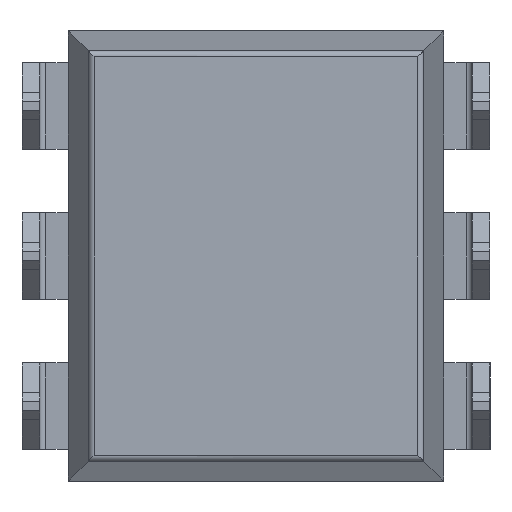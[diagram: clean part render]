
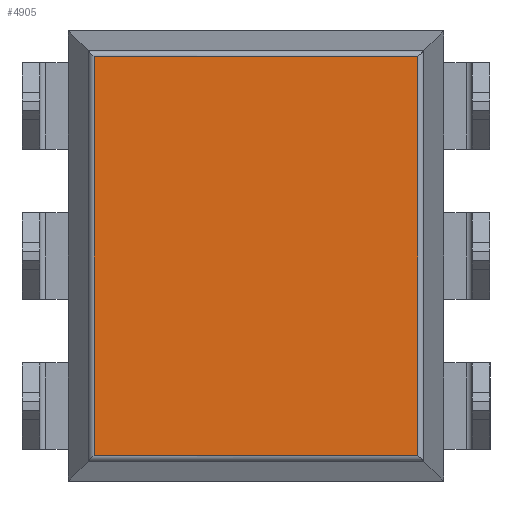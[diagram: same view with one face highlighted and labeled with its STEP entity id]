
A CAD part, front view. The second image highlights one B-rep face of the part: STEP entity #4905.
In plain terms, the highlighted planar face has unit normal (0, -1, 0).
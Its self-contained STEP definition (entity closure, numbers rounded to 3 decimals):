
#254 = CARTESIAN_POINT ( 'NONE',  ( -2.738, 0.15, 3.373 ) ) ;
#260 = DIRECTION ( 'NONE',  ( 0., 0., -1. ) ) ;
#261 = VECTOR ( 'NONE', #260, 1000. ) ;
#262 = CARTESIAN_POINT ( 'NONE',  ( -2.738, 0.15, -3.81 ) ) ;
#263 = LINE ( 'NONE', #262, #261 ) ;
#296 = CARTESIAN_POINT ( 'NONE',  ( -2.738, 0.15, -3.373 ) ) ;
#332 = CARTESIAN_POINT ( 'NONE',  ( 2.738, 0.15, -3.373 ) ) ;
#337 = DIRECTION ( 'NONE',  ( 1., 0., 0. ) ) ;
#338 = VECTOR ( 'NONE', #337, 1000. ) ;
#339 = CARTESIAN_POINT ( 'NONE',  ( -3.175, 0.15, -3.373 ) ) ;
#340 = LINE ( 'NONE', #339, #338 ) ;
#341 = DIRECTION ( 'NONE',  ( 0., 0., 1. ) ) ;
#342 = VECTOR ( 'NONE', #341, 1000. ) ;
#343 = CARTESIAN_POINT ( 'NONE',  ( 2.738, 0.15, -3.81 ) ) ;
#344 = LINE ( 'NONE', #343, #342 ) ;
#353 = DIRECTION ( 'NONE',  ( -1., 0., 0. ) ) ;
#354 = VECTOR ( 'NONE', #353, 1000. ) ;
#355 = CARTESIAN_POINT ( 'NONE',  ( -3.175, 0.15, 3.373 ) ) ;
#356 = LINE ( 'NONE', #355, #354 ) ;
#357 = CARTESIAN_POINT ( 'NONE',  ( 2.738, 0.15, 3.373 ) ) ;
#707 = FACE_OUTER_BOUND ( 'NONE', #2831, .T. ) ;
#2745 = CARTESIAN_POINT ( 'NONE',  ( -3.175, 0.15, -3.81 ) ) ;
#2746 = AXIS2_PLACEMENT_3D ( 'NONE', #2745, #2753, #2752 ) ;
#2747 = PLANE ( 'NONE',  #2746 ) ;
#2752 = DIRECTION ( 'NONE',  ( 0., 0., -1. ) ) ;
#2753 = DIRECTION ( 'NONE',  ( 0., -1., 0. ) ) ;
#2831 = EDGE_LOOP ( 'NONE', ( #4735, #4745, #4772, #4765 ) ) ;
#4731 = EDGE_CURVE ( 'NONE', #4736, #4744, #263, .T. ) ;
#4735 = ORIENTED_EDGE ( 'NONE', *, *, #4731, .T. ) ;
#4736 = VERTEX_POINT ( 'NONE', #254 ) ;
#4744 = VERTEX_POINT ( 'NONE', #296 ) ;
#4745 = ORIENTED_EDGE ( 'NONE', *, *, #4775, .T. ) ;
#4764 = VERTEX_POINT ( 'NONE', #357 ) ;
#4765 = ORIENTED_EDGE ( 'NONE', *, *, #4766, .T. ) ;
#4766 = EDGE_CURVE ( 'NONE', #4764, #4736, #356, .T. ) ;
#4772 = ORIENTED_EDGE ( 'NONE', *, *, #4773, .T. ) ;
#4773 = EDGE_CURVE ( 'NONE', #4776, #4764, #344, .T. ) ;
#4775 = EDGE_CURVE ( 'NONE', #4744, #4776, #340, .T. ) ;
#4776 = VERTEX_POINT ( 'NONE', #332 ) ;
#4905 = ADVANCED_FACE ( 'NONE', ( #707 ), #2747, .T. ) ;
